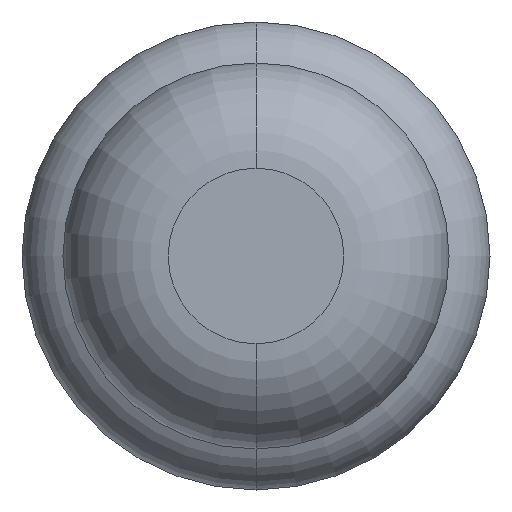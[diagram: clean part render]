
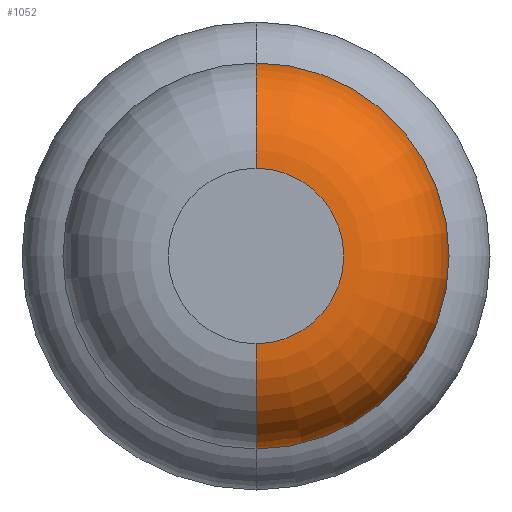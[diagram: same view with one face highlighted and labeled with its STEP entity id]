
A CAD part, front view. The second image highlights one B-rep face of the part: STEP entity #1052.
In plain terms, the highlighted toroidal (fillet/blend) face has major radius 0.375 mm and minor radius 0.45 mm.
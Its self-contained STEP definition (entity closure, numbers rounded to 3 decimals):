
#41 = EDGE_CURVE ( 'NONE', #1687, #1558, #1472, .T. ) ;
#93 = CARTESIAN_POINT ( 'NONE',  ( 0., -29., 0. ) ) ;
#108 = ORIENTED_EDGE ( 'NONE', *, *, #1089, .F. ) ;
#370 = DIRECTION ( 'NONE',  ( 0., 1., 0. ) ) ;
#422 = EDGE_CURVE ( 'NONE', #2694, #545, #2584, .T. ) ;
#545 = VERTEX_POINT ( 'NONE', #2869 ) ;
#684 = DIRECTION ( 'NONE',  ( 0., 0., 1. ) ) ;
#741 = ORIENTED_EDGE ( 'NONE', *, *, #1495, .T. ) ;
#751 = CARTESIAN_POINT ( 'NONE',  ( 0., -28.55, 0. ) ) ;
#1041 = DIRECTION ( 'NONE',  ( 0., 1., 0. ) ) ;
#1052 = ADVANCED_FACE ( 'Defeature ausgef�hrt1_8', ( #3777 ), #2665, .T. ) ;
#1073 = AXIS2_PLACEMENT_3D ( 'NONE', #93, #2244, #684 ) ;
#1089 = EDGE_CURVE ( 'Defeature ausgef�hrt1_9+Defeature ausgef�hrt1_8+Defeature ausgef�hrt1_8+Defeature ausgef�hrt1_8', #1558, #545, #2953, .T. ) ;
#1173 = CIRCLE ( 'NONE', #1073, 0.375 ) ;
#1472 = CIRCLE ( 'NONE', #1880, 0.45 ) ;
#1495 = EDGE_CURVE ( 'Defeature ausgef�hrt1_8+Defeature ausgef�hrt1_7+Defeature ausgef�hrt1_7+Defeature ausgef�hrt1_7', #1687, #2694, #1173, .T. ) ;
#1558 = VERTEX_POINT ( 'NONE', #1603 ) ;
#1568 = AXIS2_PLACEMENT_3D ( 'NONE', #3077, #3417, #2209 ) ;
#1603 = CARTESIAN_POINT ( 'NONE',  ( 0., -28.55, 0.825 ) ) ;
#1687 = VERTEX_POINT ( 'NONE', #3284 ) ;
#1880 = AXIS2_PLACEMENT_3D ( 'NONE', #2240, #2195, #2847 ) ;
#2016 = ORIENTED_EDGE ( 'NONE', *, *, #41, .F. ) ;
#2171 = ORIENTED_EDGE ( 'NONE', *, *, #422, .T. ) ;
#2195 = DIRECTION ( 'NONE',  ( -1., 0., 0. ) ) ;
#2209 = DIRECTION ( 'NONE',  ( 0., 0., -1. ) ) ;
#2213 = CARTESIAN_POINT ( 'NONE',  ( 0., -28.55, 0. ) ) ;
#2240 = CARTESIAN_POINT ( 'NONE',  ( 0., -28.55, 0.375 ) ) ;
#2244 = DIRECTION ( 'NONE',  ( 0., 1., 0. ) ) ;
#2270 = EDGE_LOOP ( 'NONE', ( #741, #2171, #108, #2016 ) ) ;
#2331 = AXIS2_PLACEMENT_3D ( 'NONE', #2213, #370, #2820 ) ;
#2584 = CIRCLE ( 'NONE', #1568, 0.45 ) ;
#2665 = TOROIDAL_SURFACE ( 'NONE', #2331, 0.375, 0.45 ) ;
#2694 = VERTEX_POINT ( 'NONE', #3920 ) ;
#2816 = AXIS2_PLACEMENT_3D ( 'NONE', #751, #1041, #3159 ) ;
#2820 = DIRECTION ( 'NONE',  ( 0., 0., 1. ) ) ;
#2847 = DIRECTION ( 'NONE',  ( 0., 0., 1. ) ) ;
#2869 = CARTESIAN_POINT ( 'NONE',  ( 0., -28.55, -0.825 ) ) ;
#2953 = CIRCLE ( 'NONE', #2816, 0.825 ) ;
#3077 = CARTESIAN_POINT ( 'NONE',  ( 0., -28.55, -0.375 ) ) ;
#3159 = DIRECTION ( 'NONE',  ( 0., 0., 1. ) ) ;
#3284 = CARTESIAN_POINT ( 'NONE',  ( 0., -29., 0.375 ) ) ;
#3417 = DIRECTION ( 'NONE',  ( 1., 0., 0. ) ) ;
#3777 = FACE_OUTER_BOUND ( 'NONE', #2270, .T. ) ;
#3920 = CARTESIAN_POINT ( 'NONE',  ( 0., -29., -0.375 ) ) ;
